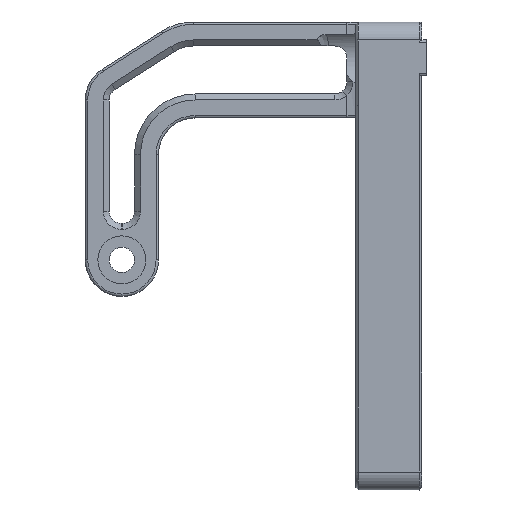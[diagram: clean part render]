
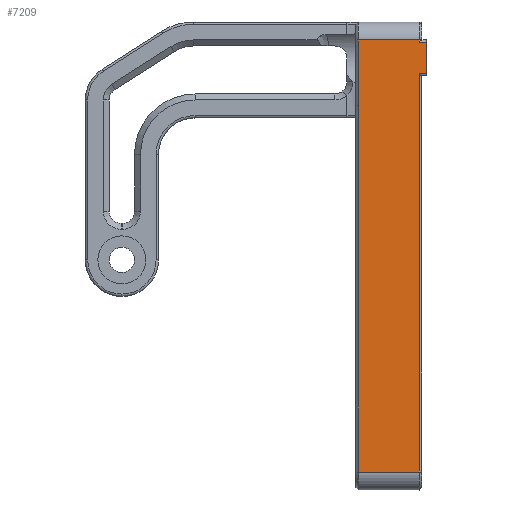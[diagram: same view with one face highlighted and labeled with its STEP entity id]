
A CAD part, front view. The second image highlights one B-rep face of the part: STEP entity #7209.
In plain terms, the highlighted planar face has unit normal (0, -1, 0).
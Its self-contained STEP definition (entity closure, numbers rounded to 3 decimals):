
#277=PLANE('',#7927);
#776=FACE_OUTER_BOUND('',#1227,.T.);
#1227=EDGE_LOOP('',(#6323,#6324,#6325,#6326,#6327,#6328,#6329,#6330,#6331));
#1830=LINE('',#11993,#2542);
#1836=LINE('',#12007,#2548);
#1840=LINE('',#12025,#2552);
#1843=LINE('',#12039,#2555);
#1847=LINE('',#12058,#2559);
#1848=LINE('',#12063,#2560);
#1855=LINE('',#12083,#2567);
#1887=LINE('',#12188,#2599);
#1888=LINE('',#12189,#2600);
#2542=VECTOR('',#9633,10.);
#2548=VECTOR('',#9647,10.);
#2552=VECTOR('',#9665,10.);
#2555=VECTOR('',#9676,10.);
#2559=VECTOR('',#9692,10.);
#2560=VECTOR('',#9697,10.);
#2567=VECTOR('',#9718,10.);
#2599=VECTOR('',#9822,10.);
#2600=VECTOR('',#9823,10.);
#3511=VERTEX_POINT('',#11987);
#3512=VERTEX_POINT('',#11991);
#3516=VERTEX_POINT('',#12005);
#3523=VERTEX_POINT('',#12023);
#3524=VERTEX_POINT('',#12037);
#3526=VERTEX_POINT('',#12052);
#3529=VERTEX_POINT('',#12061);
#3534=VERTEX_POINT('',#12080);
#3560=VERTEX_POINT('',#12187);
#4412=EDGE_CURVE('',#3512,#3511,#1830,.T.);
#4419=EDGE_CURVE('',#3512,#3516,#1836,.T.);
#4428=EDGE_CURVE('',#3516,#3523,#1840,.T.);
#4433=EDGE_CURVE('',#3524,#3523,#1843,.T.);
#4440=EDGE_CURVE('',#3524,#3526,#1847,.T.);
#4442=EDGE_CURVE('',#3529,#3526,#1848,.T.);
#4452=EDGE_CURVE('',#3529,#3534,#1855,.T.);
#4500=EDGE_CURVE('',#3560,#3534,#1887,.T.);
#4501=EDGE_CURVE('',#3511,#3560,#1888,.T.);
#6323=ORIENTED_EDGE('',*,*,#4419,.T.);
#6324=ORIENTED_EDGE('',*,*,#4428,.T.);
#6325=ORIENTED_EDGE('',*,*,#4433,.F.);
#6326=ORIENTED_EDGE('',*,*,#4440,.T.);
#6327=ORIENTED_EDGE('',*,*,#4442,.F.);
#6328=ORIENTED_EDGE('',*,*,#4452,.T.);
#6329=ORIENTED_EDGE('',*,*,#4500,.F.);
#6330=ORIENTED_EDGE('',*,*,#4501,.F.);
#6331=ORIENTED_EDGE('',*,*,#4412,.F.);
#7209=ADVANCED_FACE('',(#776),#277,.F.);
#7927=AXIS2_PLACEMENT_3D('',#12186,#9820,#9821);
#9633=DIRECTION('',(0.,0.,-1.));
#9647=DIRECTION('',(1.,0.,0.));
#9665=DIRECTION('',(0.,0.,1.));
#9676=DIRECTION('',(1.,0.,0.));
#9692=DIRECTION('',(0.,0.,1.));
#9697=DIRECTION('',(1.,0.,0.));
#9718=DIRECTION('',(0.,0.,-1.));
#9820=DIRECTION('center_axis',(0.,1.,0.));
#9821=DIRECTION('ref_axis',(0.,0.,1.));
#9822=DIRECTION('',(0.,0.,1.));
#9823=DIRECTION('',(-1.,0.,0.));
#11987=CARTESIAN_POINT('',(-10.4,126.582,-579.));
#11991=CARTESIAN_POINT('',(-10.4,126.582,-512.6));
#11993=CARTESIAN_POINT('',(-10.4,126.582,-527.));
#12005=CARTESIAN_POINT('',(-9.2,126.582,-512.6));
#12007=CARTESIAN_POINT('',(-21.,126.582,-512.6));
#12023=CARTESIAN_POINT('',(-9.2,126.582,-507.4));
#12025=CARTESIAN_POINT('',(-9.2,126.582,-518.));
#12037=CARTESIAN_POINT('',(-10.4,126.582,-507.4));
#12039=CARTESIAN_POINT('',(-21.,126.582,-507.4));
#12052=CARTESIAN_POINT('',(-10.4,126.582,-507.));
#12058=CARTESIAN_POINT('',(-10.4,126.582,-528.75));
#12061=CARTESIAN_POINT('',(-20.6,126.582,-507.));
#12063=CARTESIAN_POINT('',(-21.,126.582,-507.));
#12080=CARTESIAN_POINT('',(-20.6,126.582,-518.));
#12083=CARTESIAN_POINT('',(-20.6,126.582,-514.5));
#12186=CARTESIAN_POINT('Origin',(-15.1,126.582,-543.));
#12187=CARTESIAN_POINT('',(-20.6,126.582,-579.));
#12188=CARTESIAN_POINT('',(-20.6,126.582,-527.));
#12189=CARTESIAN_POINT('',(-12.55,126.582,-579.));
